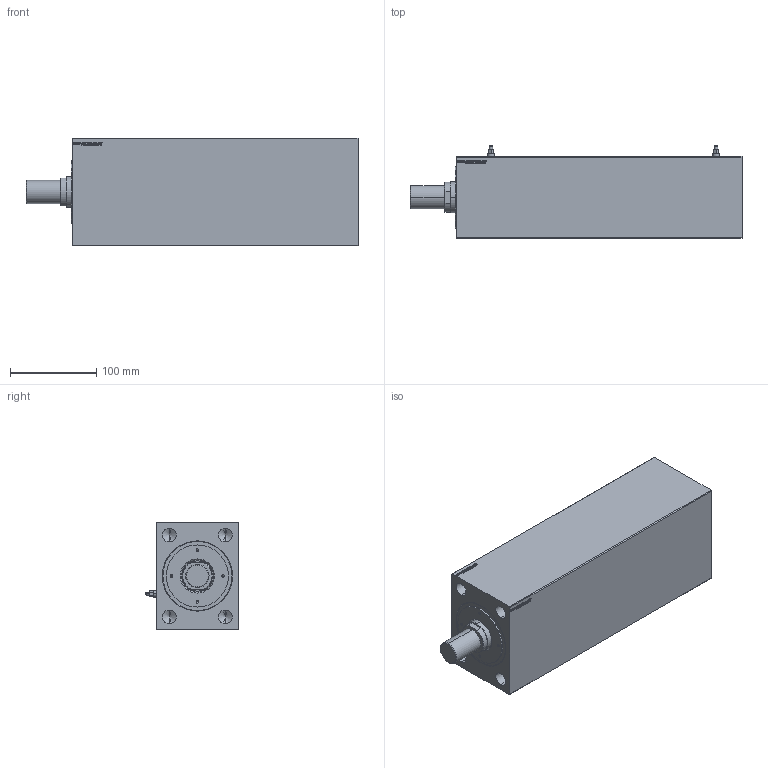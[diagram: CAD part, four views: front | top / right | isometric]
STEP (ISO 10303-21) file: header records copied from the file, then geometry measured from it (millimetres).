
FILE_DESCRIPTION (( 'STEP AP203' ), '1' );
FILE_NAME ('ff94.STEP', '2024-02-11T09:49:48', ( '' ), ( '' ), 'SwSTEP 2.0', 'SolidWorks 2019', '' );
FILE_SCHEMA (( 'CONFIG_CONTROL_DESIGN' ));
Length unit declared in the file: millimetre
Products named in the file (6): V500CZ 97dfb74a1cb1c29cc511a05c65bc7127; V500CZ_SMALL_MALE_METRIC 97dfb74a1cb1c29cc511a05c65bc7127; V500CZ_B_VC 97dfb74a1cb1c29cc511a05c65bc7127; Zatka_Cushioning3 97dfb74a1cb1c29cc511a05c65bc7127; ff94; V500CZ_VNIT豊蚠攘ST 97dfb74a1cb1c29cc511a05c65bc7127
Assembly tree (6 placements, depth 2):
  ff94
    V500CZ 97dfb74a1cb1c29cc511a05c65bc7127
    V500CZ_VNIT豊蚠攘ST 97dfb74a1cb1c29cc511a05c65bc7127
    V500CZ_SMALL_MALE_METRIC 97dfb74a1cb1c29cc511a05c65bc7127
    V500CZ_B_VC 97dfb74a1cb1c29cc511a05c65bc7127
    Zatka_Cushioning3 97dfb74a1cb1c29cc511a05c65bc7127  x2
Bounding box: 385 x 107.5 x 125 mm (x, y, z)
Volume: 3474831.1 mm3; surface area: 315030.2 mm2
Topology: 6 solids, 6 shells, 940 faces, 2372 edges, 1547 vertices
Faces by surface type: plane 426, bspline 380, cylinder 76, cone 58
Entity records: 45336 total; most frequent: CARTESIAN_POINT 25285, ORIENTED_EDGE 4580, DIRECTION 2762, EDGE_CURVE 2290, VERTEX_POINT 1513, VECTOR 1350, LINE 1350, EDGE_LOOP 1041
